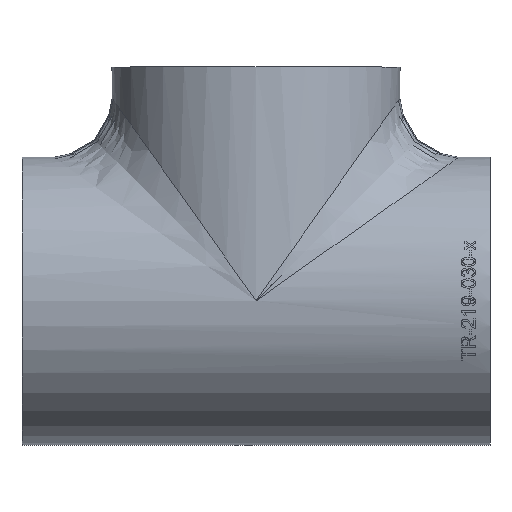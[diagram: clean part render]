
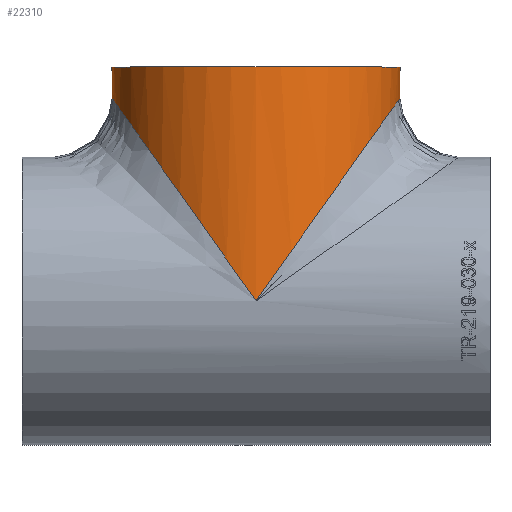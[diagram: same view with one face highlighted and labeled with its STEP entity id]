
A CAD part, top view. The second image highlights one B-rep face of the part: STEP entity #22310.
In plain terms, the highlighted cylindrical face has radius 109.55 mm (diameter 219.1 mm), a full revolution.
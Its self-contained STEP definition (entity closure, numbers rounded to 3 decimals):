
#195 = CARTESIAN_POINT ( 'NONE',  ( 0., 0., -109.55 ) ) ;
#309 = AXIS2_PLACEMENT_3D ( 'NONE', #5920, #11783, #21850 ) ;
#410 = CARTESIAN_POINT ( 'NONE',  ( 219.1, 309.1, 109.55 ) ) ;
#1078 = CARTESIAN_POINT ( 'NONE',  ( -219.1, 309.1, 109.55 ) ) ;
#1164 = DIRECTION ( 'NONE',  ( 0., 0., -1. ) ) ;
#1467 = ORIENTED_EDGE ( 'NONE', *, *, #9132, .T. ) ;
#1791 = CARTESIAN_POINT ( 'NONE',  ( 0., 178., -109.55 ) ) ;
#2134 = CYLINDRICAL_SURFACE ( 'NONE', #309, 109.55 ) ;
#2426 = FACE_OUTER_BOUND ( 'NONE', #24570, .T. ) ;
#3077 = EDGE_CURVE ( 'NONE', #8885, #8885, #16305, .T. ) ;
#3115 = EDGE_CURVE ( 'NONE', #6126, #18954, #7277, .T. ) ;
#3883 = CARTESIAN_POINT ( 'NONE',  ( 0., 0., 109.55 ) ) ;
#5745 = EDGE_LOOP ( 'NONE', ( #22191, #1467 ) ) ;
#5920 = CARTESIAN_POINT ( 'NONE',  ( 0., 0., 0. ) ) ;
#6126 = VERTEX_POINT ( 'NONE', #195 ) ;
#6174 = CARTESIAN_POINT ( 'NONE',  ( 219.1, 309.1, -109.55 ) ) ;
#6639 = AXIS2_PLACEMENT_3D ( 'NONE', #14935, #22848, #1164 ) ;
#6800 = FACE_OUTER_BOUND ( 'NONE', #5745, .T. ) ;
#7277 =( BOUNDED_CURVE ( )  B_SPLINE_CURVE ( 3, ( #18966, #18880, #1078, #13203 ),
 .UNSPECIFIED., .F., .T. ) 
 B_SPLINE_CURVE_WITH_KNOTS ( ( 4, 4 ),
 ( 1.571, 4.712 ),
 .UNSPECIFIED. ) 
 CURVE ( )  GEOMETRIC_REPRESENTATION_ITEM ( )  RATIONAL_B_SPLINE_CURVE ( ( 1., 0.333, 0.333, 1. ) ) 
 REPRESENTATION_ITEM ( '' )  );
#8256 = CARTESIAN_POINT ( 'NONE',  ( 0., 0., -109.55 ) ) ;
#8664 = ORIENTED_EDGE ( 'NONE', *, *, #3077, .T. ) ;
#8885 = VERTEX_POINT ( 'NONE', #1791 ) ;
#9132 = EDGE_CURVE ( 'NONE', #18954, #6126, #10853, .T. ) ;
#10853 =( BOUNDED_CURVE ( )  B_SPLINE_CURVE ( 3, ( #24463, #410, #6174, #8256 ),
 .UNSPECIFIED., .F., .T. ) 
 B_SPLINE_CURVE_WITH_KNOTS ( ( 4, 4 ),
 ( 1.571, 4.712 ),
 .UNSPECIFIED. ) 
 CURVE ( )  GEOMETRIC_REPRESENTATION_ITEM ( )  RATIONAL_B_SPLINE_CURVE ( ( 1., 0.333, 0.333, 1. ) ) 
 REPRESENTATION_ITEM ( '' )  );
#11783 = DIRECTION ( 'NONE',  ( 0., -1., 0. ) ) ;
#13203 = CARTESIAN_POINT ( 'NONE',  ( 0., 0., 109.55 ) ) ;
#14935 = CARTESIAN_POINT ( 'NONE',  ( 0., 178., 0. ) ) ;
#16305 = CIRCLE ( 'NONE', #6639, 109.55 ) ;
#18880 = CARTESIAN_POINT ( 'NONE',  ( -219.1, 309.1, -109.55 ) ) ;
#18954 = VERTEX_POINT ( 'NONE', #3883 ) ;
#18966 = CARTESIAN_POINT ( 'NONE',  ( 0., 0., -109.55 ) ) ;
#21850 = DIRECTION ( 'NONE',  ( 0., 0., -1. ) ) ;
#22191 = ORIENTED_EDGE ( 'NONE', *, *, #3115, .T. ) ;
#22310 = ADVANCED_FACE ( 'NONE', ( #2426, #6800 ), #2134, .T. ) ;
#22848 = DIRECTION ( 'NONE',  ( 0., -1., 0. ) ) ;
#24463 = CARTESIAN_POINT ( 'NONE',  ( 0., 0., 109.55 ) ) ;
#24570 = EDGE_LOOP ( 'NONE', ( #8664 ) ) ;
